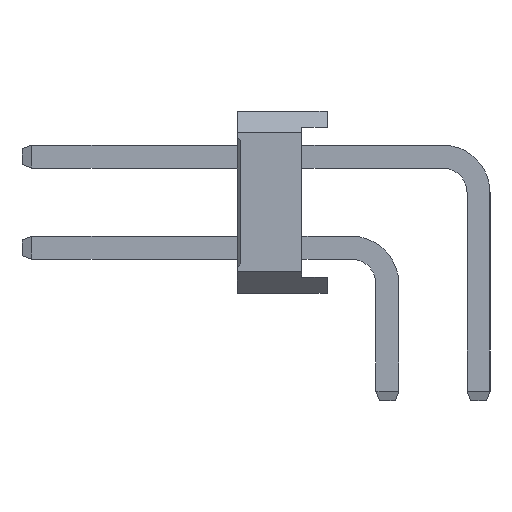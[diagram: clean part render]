
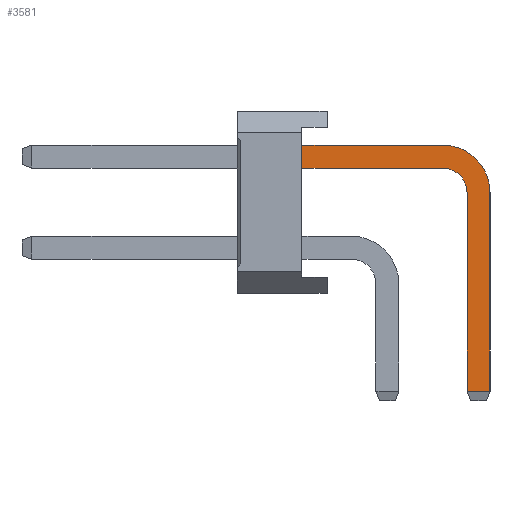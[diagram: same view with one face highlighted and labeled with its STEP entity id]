
A CAD part, left-side view. The second image highlights one B-rep face of the part: STEP entity #3581.
In plain terms, the highlighted planar face has unit normal (-1, 0, 0).
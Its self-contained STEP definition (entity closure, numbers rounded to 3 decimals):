
#3581=ADVANCED_FACE('',(#11514),#11516,.T.);
#11514=FACE_BOUND('',#11515,.T.);
#11515=EDGE_LOOP('',(#17775,#17776,#17777,#17778,#17779,#17780,#17781,#17782));
#11516=PLANE('',#11517);
#11517=AXIS2_PLACEMENT_3D('',#11518,#11519,#11520);
#11518=CARTESIAN_POINT('',(-0.32,-2.22,-3.));
#11519=DIRECTION('',(-1.,0.,0.));
#11520=DIRECTION('',(0.,-1.,0.));
#17775=ORIENTED_EDGE('',*,*,#21602,.T.);
#17776=ORIENTED_EDGE('',*,*,#21603,.T.);
#17777=ORIENTED_EDGE('',*,*,#21604,.T.);
#17778=ORIENTED_EDGE('',*,*,#21605,.T.);
#17779=ORIENTED_EDGE('',*,*,#20593,.T.);
#17780=ORIENTED_EDGE('',*,*,#21601,.F.);
#17781=ORIENTED_EDGE('',*,*,#21606,.F.);
#17782=ORIENTED_EDGE('',*,*,#21607,.F.);
#20593=EDGE_CURVE('',#23406,#23404,#23407,.T.);
#21601=EDGE_CURVE('',#24996,#23404,#24998,.T.);
#21602=EDGE_CURVE('',#24999,#25000,#25001,.T.);
#21603=EDGE_CURVE('',#25000,#25002,#25003,.T.);
#21604=EDGE_CURVE('',#25002,#25004,#25005,.T.);
#21605=EDGE_CURVE('',#25004,#23406,#25006,.T.);
#21606=EDGE_CURVE('',#25007,#24996,#25008,.T.);
#21607=EDGE_CURVE('',#24999,#25007,#25009,.T.);
#23404=VERTEX_POINT('',#28156);
#23406=VERTEX_POINT('',#28160);
#23407=LINE('',#28161,#28162);
#24996=VERTEX_POINT('',#31830);
#24998=LINE('',#31834,#31835);
#24999=VERTEX_POINT('',#31837);
#25000=VERTEX_POINT('',#31838);
#25001=LINE('',#31839,#31840);
#25002=VERTEX_POINT('',#31842);
#25003=LINE('',#31843,#31844);
#25004=VERTEX_POINT('',#31846);
#25005=CIRCLE('',#31847,1.32);
#25006=LINE('',#31851,#31852);
#25007=VERTEX_POINT('',#31854);
#25008=CIRCLE('',#31855,0.68);
#25009=LINE('',#31859,#31860);
#28156=CARTESIAN_POINT('',(-0.32,2.38,3.49));
#28160=CARTESIAN_POINT('',(-0.32,2.38,4.13));
#28161=CARTESIAN_POINT('',(-0.32,2.38,4.13));
#28162=VECTOR('',#28163,1.);
#28163=DIRECTION('',(0.,0.,-1.));
#31830=CARTESIAN_POINT('',(-0.32,-1.54,3.49));
#31834=CARTESIAN_POINT('',(-0.32,-1.54,3.49));
#31835=VECTOR('',#31836,1.);
#31836=DIRECTION('',(0.,1.,0.));
#31837=CARTESIAN_POINT('',(-0.32,-2.22,-2.725));
#31838=CARTESIAN_POINT('',(-0.32,-2.86,-2.725));
#31839=CARTESIAN_POINT('',(-0.32,-2.22,-2.725));
#31840=VECTOR('',#31841,1.);
#31841=DIRECTION('',(0.,-1.,0.));
#31842=CARTESIAN_POINT('',(-0.32,-2.86,2.81));
#31843=CARTESIAN_POINT('',(-0.32,-2.86,-2.725));
#31844=VECTOR('',#31845,1.);
#31845=DIRECTION('',(0.,0.,1.));
#31846=CARTESIAN_POINT('',(-0.32,-1.54,4.13));
#31847=AXIS2_PLACEMENT_3D('',#31848,#31849,#31850);
#31848=CARTESIAN_POINT('',(-0.32,-1.54,2.81));
#31849=DIRECTION('',(-1.,0.,0.));
#31850=DIRECTION('',(0.,-1.,0.));
#31851=CARTESIAN_POINT('',(-0.32,-1.54,4.13));
#31852=VECTOR('',#31853,1.);
#31853=DIRECTION('',(0.,1.,0.));
#31854=CARTESIAN_POINT('',(-0.32,-2.22,2.81));
#31855=AXIS2_PLACEMENT_3D('',#31856,#31857,#31858);
#31856=CARTESIAN_POINT('',(-0.32,-1.54,2.81));
#31857=DIRECTION('',(-1.,0.,0.));
#31858=DIRECTION('',(0.,-1.,0.));
#31859=CARTESIAN_POINT('',(-0.32,-2.22,-2.725));
#31860=VECTOR('',#31861,1.);
#31861=DIRECTION('',(0.,0.,1.));
